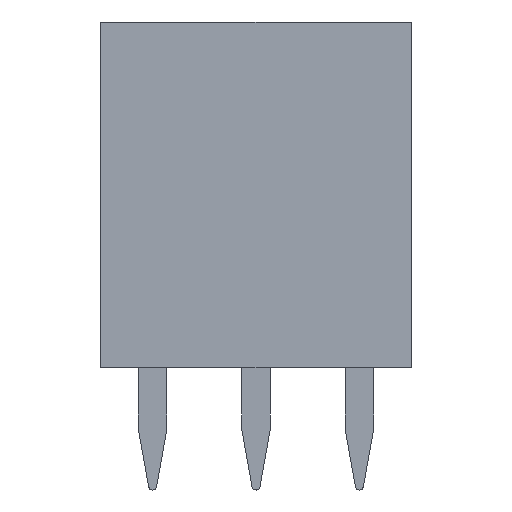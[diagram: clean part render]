
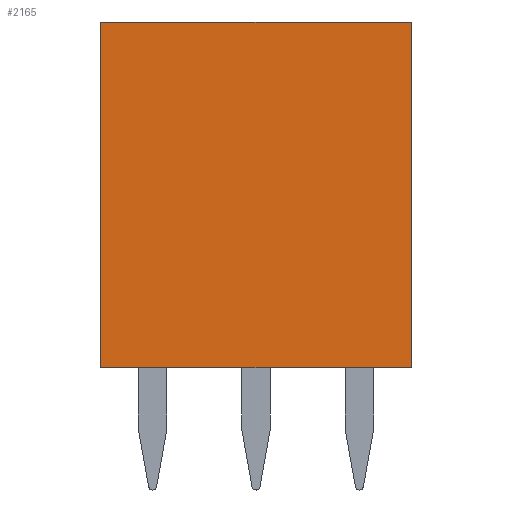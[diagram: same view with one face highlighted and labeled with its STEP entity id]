
A CAD part, left-side view. The second image highlights one B-rep face of the part: STEP entity #2165.
In plain terms, the highlighted planar face has unit normal (-1, 0, 0).
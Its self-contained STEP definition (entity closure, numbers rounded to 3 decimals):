
#1520 = VERTEX_POINT('',#1521);
#1521 = CARTESIAN_POINT('',(-1.27,1.27,8.5));
#1530 = PLANE('',#1531);
#1531 = AXIS2_PLACEMENT_3D('',#1532,#1533,#1534);
#1532 = CARTESIAN_POINT('',(0.,-2.54,8.5));
#1533 = DIRECTION('',(0.,0.,1.));
#1534 = DIRECTION('',(1.,0.,0.));
#1542 = PLANE('',#1543);
#1543 = AXIS2_PLACEMENT_3D('',#1544,#1545,#1546);
#1544 = CARTESIAN_POINT('',(-1.27,1.27,0.));
#1545 = DIRECTION('',(0.,1.,0.));
#1546 = DIRECTION('',(1.,0.,0.));
#1554 = EDGE_CURVE('',#1555,#1520,#1557,.T.);
#1555 = VERTEX_POINT('',#1556);
#1556 = CARTESIAN_POINT('',(-1.27,-6.35,8.5));
#1557 = SURFACE_CURVE('',#1558,(#1562,#1569),.PCURVE_S1.);
#1558 = LINE('',#1559,#1560);
#1559 = CARTESIAN_POINT('',(-1.27,-6.35,8.5));
#1560 = VECTOR('',#1561,1.);
#1561 = DIRECTION('',(0.,1.,0.));
#1562 = PCURVE('',#1530,#1563);
#1563 = DEFINITIONAL_REPRESENTATION('',(#1564),#1568);
#1564 = LINE('',#1565,#1566);
#1565 = CARTESIAN_POINT('',(-1.27,-3.81));
#1566 = VECTOR('',#1567,1.);
#1567 = DIRECTION('',(0.,1.));
#1568 = ( GEOMETRIC_REPRESENTATION_CONTEXT(2) 
PARAMETRIC_REPRESENTATION_CONTEXT() REPRESENTATION_CONTEXT('2D SPACE',''
  ) );
#1569 = PCURVE('',#1570,#1575);
#1570 = PLANE('',#1571);
#1571 = AXIS2_PLACEMENT_3D('',#1572,#1573,#1574);
#1572 = CARTESIAN_POINT('',(-1.27,-6.35,0.));
#1573 = DIRECTION('',(-1.,0.,0.));
#1574 = DIRECTION('',(0.,1.,0.));
#1575 = DEFINITIONAL_REPRESENTATION('',(#1576),#1580);
#1576 = LINE('',#1577,#1578);
#1577 = CARTESIAN_POINT('',(0.,-8.5));
#1578 = VECTOR('',#1579,1.);
#1579 = DIRECTION('',(1.,0.));
#1580 = ( GEOMETRIC_REPRESENTATION_CONTEXT(2) 
PARAMETRIC_REPRESENTATION_CONTEXT() REPRESENTATION_CONTEXT('2D SPACE',''
  ) );
#1598 = PLANE('',#1599);
#1599 = AXIS2_PLACEMENT_3D('',#1600,#1601,#1602);
#1600 = CARTESIAN_POINT('',(1.27,-6.35,0.));
#1601 = DIRECTION('',(0.,-1.,0.));
#1602 = DIRECTION('',(-1.,0.,0.));
#1982 = VERTEX_POINT('',#1983);
#1983 = CARTESIAN_POINT('',(-1.27,1.27,0.));
#1999 = PLANE('',#2000);
#2000 = AXIS2_PLACEMENT_3D('',#2001,#2002,#2003);
#2001 = CARTESIAN_POINT('',(0.,-2.54,0.));
#2002 = DIRECTION('',(0.,0.,1.));
#2003 = DIRECTION('',(1.,0.,0.));
#2011 = EDGE_CURVE('',#1982,#1520,#2012,.T.);
#2012 = SURFACE_CURVE('',#2013,(#2017,#2024),.PCURVE_S1.);
#2013 = LINE('',#2014,#2015);
#2014 = CARTESIAN_POINT('',(-1.27,1.27,0.));
#2015 = VECTOR('',#2016,1.);
#2016 = DIRECTION('',(0.,0.,1.));
#2017 = PCURVE('',#1542,#2018);
#2018 = DEFINITIONAL_REPRESENTATION('',(#2019),#2023);
#2019 = LINE('',#2020,#2021);
#2020 = CARTESIAN_POINT('',(0.,0.));
#2021 = VECTOR('',#2022,1.);
#2022 = DIRECTION('',(0.,-1.));
#2023 = ( GEOMETRIC_REPRESENTATION_CONTEXT(2) 
PARAMETRIC_REPRESENTATION_CONTEXT() REPRESENTATION_CONTEXT('2D SPACE',''
  ) );
#2024 = PCURVE('',#1570,#2025);
#2025 = DEFINITIONAL_REPRESENTATION('',(#2026),#2030);
#2026 = LINE('',#2027,#2028);
#2027 = CARTESIAN_POINT('',(7.62,0.));
#2028 = VECTOR('',#2029,1.);
#2029 = DIRECTION('',(0.,-1.));
#2030 = ( GEOMETRIC_REPRESENTATION_CONTEXT(2) 
PARAMETRIC_REPRESENTATION_CONTEXT() REPRESENTATION_CONTEXT('2D SPACE',''
  ) );
#2165 = ADVANCED_FACE('',(#2166),#1570,.T.);
#2166 = FACE_BOUND('',#2167,.T.);
#2167 = EDGE_LOOP('',(#2168,#2191,#2192,#2193));
#2168 = ORIENTED_EDGE('',*,*,#2169,.T.);
#2169 = EDGE_CURVE('',#2170,#1555,#2172,.T.);
#2170 = VERTEX_POINT('',#2171);
#2171 = CARTESIAN_POINT('',(-1.27,-6.35,0.));
#2172 = SURFACE_CURVE('',#2173,(#2177,#2184),.PCURVE_S1.);
#2173 = LINE('',#2174,#2175);
#2174 = CARTESIAN_POINT('',(-1.27,-6.35,0.));
#2175 = VECTOR('',#2176,1.);
#2176 = DIRECTION('',(0.,0.,1.));
#2177 = PCURVE('',#1570,#2178);
#2178 = DEFINITIONAL_REPRESENTATION('',(#2179),#2183);
#2179 = LINE('',#2180,#2181);
#2180 = CARTESIAN_POINT('',(0.,0.));
#2181 = VECTOR('',#2182,1.);
#2182 = DIRECTION('',(0.,-1.));
#2183 = ( GEOMETRIC_REPRESENTATION_CONTEXT(2) 
PARAMETRIC_REPRESENTATION_CONTEXT() REPRESENTATION_CONTEXT('2D SPACE',''
  ) );
#2184 = PCURVE('',#1598,#2185);
#2185 = DEFINITIONAL_REPRESENTATION('',(#2186),#2190);
#2186 = LINE('',#2187,#2188);
#2187 = CARTESIAN_POINT('',(2.54,0.));
#2188 = VECTOR('',#2189,1.);
#2189 = DIRECTION('',(0.,-1.));
#2190 = ( GEOMETRIC_REPRESENTATION_CONTEXT(2) 
PARAMETRIC_REPRESENTATION_CONTEXT() REPRESENTATION_CONTEXT('2D SPACE',''
  ) );
#2191 = ORIENTED_EDGE('',*,*,#1554,.T.);
#2192 = ORIENTED_EDGE('',*,*,#2011,.F.);
#2193 = ORIENTED_EDGE('',*,*,#2194,.F.);
#2194 = EDGE_CURVE('',#2170,#1982,#2195,.T.);
#2195 = SURFACE_CURVE('',#2196,(#2200,#2207),.PCURVE_S1.);
#2196 = LINE('',#2197,#2198);
#2197 = CARTESIAN_POINT('',(-1.27,-6.35,0.));
#2198 = VECTOR('',#2199,1.);
#2199 = DIRECTION('',(0.,1.,0.));
#2200 = PCURVE('',#1570,#2201);
#2201 = DEFINITIONAL_REPRESENTATION('',(#2202),#2206);
#2202 = LINE('',#2203,#2204);
#2203 = CARTESIAN_POINT('',(0.,0.));
#2204 = VECTOR('',#2205,1.);
#2205 = DIRECTION('',(1.,0.));
#2206 = ( GEOMETRIC_REPRESENTATION_CONTEXT(2) 
PARAMETRIC_REPRESENTATION_CONTEXT() REPRESENTATION_CONTEXT('2D SPACE',''
  ) );
#2207 = PCURVE('',#1999,#2208);
#2208 = DEFINITIONAL_REPRESENTATION('',(#2209),#2213);
#2209 = LINE('',#2210,#2211);
#2210 = CARTESIAN_POINT('',(-1.27,-3.81));
#2211 = VECTOR('',#2212,1.);
#2212 = DIRECTION('',(0.,1.));
#2213 = ( GEOMETRIC_REPRESENTATION_CONTEXT(2) 
PARAMETRIC_REPRESENTATION_CONTEXT() REPRESENTATION_CONTEXT('2D SPACE',''
  ) );
